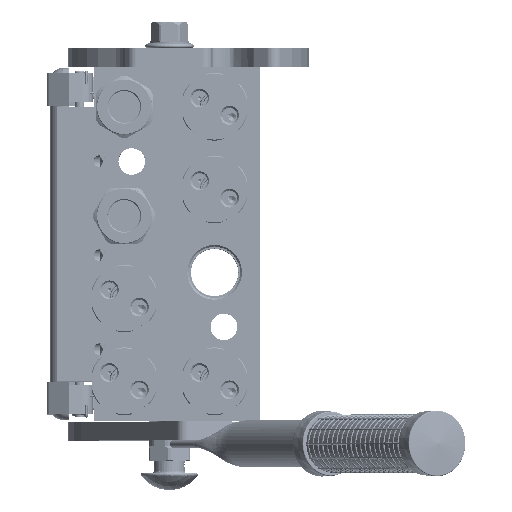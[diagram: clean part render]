
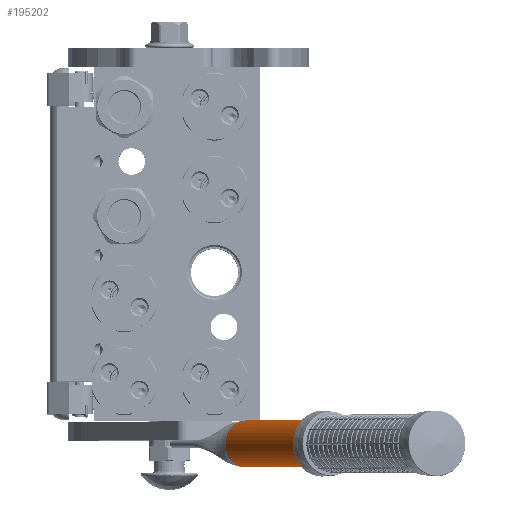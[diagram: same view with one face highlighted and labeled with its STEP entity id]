
A CAD part, top view. The second image highlights one B-rep face of the part: STEP entity #195202.
In plain terms, the highlighted cylindrical face has radius 12.5 mm (diameter 25 mm), a partial arc.
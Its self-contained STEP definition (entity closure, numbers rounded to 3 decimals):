
#408 = EDGE_CURVE ( 'NONE', #43787, #173357, #119918, .T. ) ;
#11080 = CARTESIAN_POINT ( 'NONE',  ( -12.441, 0.049, 1.219 ) ) ;
#13101 = CARTESIAN_POINT ( 'NONE',  ( 12.472, 0.146, 0.859 ) ) ;
#13916 = CARTESIAN_POINT ( 'NONE',  ( 12.488, 0.202, 0.541 ) ) ;
#17070 = AXIS2_PLACEMENT_3D ( 'NONE', #233663, #45254, #157747 ) ;
#17154 = DIRECTION ( 'NONE',  ( 0., 1., 0. ) ) ;
#19329 = DIRECTION ( 'NONE',  ( 0., 1., 0. ) ) ;
#22617 = EDGE_CURVE ( 'NONE', #43787, #229795, #185207, .T. ) ;
#29315 = EDGE_CURVE ( 'NONE', #108401, #55256, #178361, .T. ) ;
#30200 = CARTESIAN_POINT ( 'NONE',  ( -12.471, 0.146, 0.847 ) ) ;
#33463 = CARTESIAN_POINT ( 'NONE',  ( -12.5, 0.24, 0. ) ) ;
#34661 = CARTESIAN_POINT ( 'NONE',  ( 12.492, 0.214, 0.452 ) ) ;
#39356 = AXIS2_PLACEMENT_3D ( 'NONE', #195673, #81321, #119691 ) ;
#42616 = ORIENTED_EDGE ( 'NONE', *, *, #29315, .F. ) ;
#43787 = VERTEX_POINT ( 'NONE', #230616 ) ;
#45254 = DIRECTION ( 'NONE',  ( 0., -1., 0. ) ) ;
#49345 = CARTESIAN_POINT ( 'NONE',  ( -12.479, 0.172, 0.721 ) ) ;
#51343 = CARTESIAN_POINT ( 'NONE',  ( 12.481, 0.178, 0.688 ) ) ;
#51740 = CARTESIAN_POINT ( 'NONE',  ( -12.426, 0., 1.36 ) ) ;
#52022 = CARTESIAN_POINT ( 'NONE',  ( 12.426, 0., 1.36 ) ) ;
#52130 = CARTESIAN_POINT ( 'NONE',  ( 12.486, 0.195, 0.586 ) ) ;
#55256 = VERTEX_POINT ( 'NONE', #52022 ) ;
#55906 = CARTESIAN_POINT ( 'NONE',  ( 12.5, 0.24, 0. ) ) ;
#67614 = CARTESIAN_POINT ( 'NONE',  ( -12.464, 0.121, 0.953 ) ) ;
#70861 = ORIENTED_EDGE ( 'NONE', *, *, #196227, .T. ) ;
#77478 = CARTESIAN_POINT ( 'NONE',  ( -12.5, 0.24, 0. ) ) ;
#81321 = DIRECTION ( 'NONE',  ( 0., 1., 0. ) ) ;
#84526 = EDGE_CURVE ( 'NONE', #219168, #125753, #164462, .T. ) ;
#85752 = DIRECTION ( 'NONE',  ( 0., 1., 0. ) ) ;
#85893 = CARTESIAN_POINT ( 'NONE',  ( -12.5, 198., 0. ) ) ;
#88377 = CARTESIAN_POINT ( 'NONE',  ( -12.474, 0.155, 0.804 ) ) ;
#91207 = CARTESIAN_POINT ( 'NONE',  ( 12.5, 0.24, 0.108 ) ) ;
#93315 = EDGE_CURVE ( 'NONE', #173357, #219168, #171823, .T. ) ;
#95687 = CYLINDRICAL_SURFACE ( 'NONE', #17070, 12.5 ) ;
#103509 = ORIENTED_EDGE ( 'NONE', *, *, #93315, .F. ) ;
#105867 = CARTESIAN_POINT ( 'NONE',  ( -12.467, 0.131, 0.91 ) ) ;
#106187 = VECTOR ( 'NONE', #85752, 1000. ) ;
#106238 = CARTESIAN_POINT ( 'NONE',  ( 12.5, 0.24, 0. ) ) ;
#106469 = LINE ( 'NONE', #55906, #246797 ) ;
#106981 = DIRECTION ( 'NONE',  ( 0., 1., 0. ) ) ;
#107509 = CARTESIAN_POINT ( 'NONE',  ( -12.5, 0.24, 0.216 ) ) ;
#108401 = VERTEX_POINT ( 'NONE', #106238 ) ;
#109268 = EDGE_CURVE ( 'NONE', #108401, #125753, #106469, .T. ) ;
#110347 = CARTESIAN_POINT ( 'NONE',  ( 12.499, 0.235, 0.221 ) ) ;
#111150 = CARTESIAN_POINT ( 'NONE',  ( 12.484, 0.186, 0.638 ) ) ;
#119246 = ORIENTED_EDGE ( 'NONE', *, *, #109268, .T. ) ;
#119691 = DIRECTION ( 'NONE',  ( -0.994, 0., 0.109 ) ) ;
#119918 = B_SPLINE_CURVE_WITH_KNOTS ( 'NONE', 3,
 ( #51740, #11080, #185143, #220253, #67614, #144267, #201076, #105867, #183533, #30200, #88377, #165152, #49345, #221852, #107509, #33463 ),
 .UNSPECIFIED., .F., .F.,
 ( 4, 2, 1, 2, 2, 1, 2, 2, 4 ),
 ( 0., 0.25, 0.312, 0.328, 0.344, 0.375, 0.437, 0.5, 1. ),
 .UNSPECIFIED. ) ;
#125753 = VERTEX_POINT ( 'NONE', #212924 ) ;
#129499 = DIRECTION ( 'NONE',  ( -1., 0., 0. ) ) ;
#130312 = CARTESIAN_POINT ( 'NONE',  ( 12.426, 0., 1.36 ) ) ;
#144267 = CARTESIAN_POINT ( 'NONE',  ( -12.466, 0.127, 0.927 ) ) ;
#146310 = CARTESIAN_POINT ( 'NONE',  ( 12.456, 0.096, 1.087 ) ) ;
#148765 = EDGE_LOOP ( 'NONE', ( #119246, #215277, #103509, #226495, #221768, #70861, #42616 ) ) ;
#151187 = CARTESIAN_POINT ( 'NONE',  ( 0., 198., 0. ) ) ;
#157747 = DIRECTION ( 'NONE',  ( 1., 0., 0. ) ) ;
#163748 = CIRCLE ( 'NONE', #39356, 12.5 ) ;
#164462 = CIRCLE ( 'NONE', #240945, 12.5 ) ;
#164637 = CARTESIAN_POINT ( 'NONE',  ( 0., 0., 0. ) ) ;
#165152 = CARTESIAN_POINT ( 'NONE',  ( -12.478, 0.167, 0.748 ) ) ;
#165655 = CARTESIAN_POINT ( 'NONE',  ( 0., 0., 12.5 ) ) ;
#166258 = DIRECTION ( 'NONE',  ( -0.994, 0., 0.109 ) ) ;
#166359 = CARTESIAN_POINT ( 'NONE',  ( 12.5, 0.24, 0. ) ) ;
#171823 = LINE ( 'NONE', #197673, #106187 ) ;
#173357 = VERTEX_POINT ( 'NONE', #77478 ) ;
#178361 = B_SPLINE_CURVE_WITH_KNOTS ( 'NONE', 3,
 ( #166359, #91207, #110347, #222248, #34661, #13916, #52130, #111150, #244744, #185544, #241463, #51343, #13101, #146310, #130312 ),
 .UNSPECIFIED., .F., .F.,
 ( 4, 2, 2, 1, 1, 1, 2, 2, 4 ),
 ( 0., 0.25, 0.375, 0.437, 0.469, 0.484, 0.492, 0.5, 1. ),
 .UNSPECIFIED. ) ;
#180896 = AXIS2_PLACEMENT_3D ( 'NONE', #164637, #106981, #166258 ) ;
#183533 = CARTESIAN_POINT ( 'NONE',  ( -12.468, 0.136, 0.889 ) ) ;
#185143 = CARTESIAN_POINT ( 'NONE',  ( -12.452, 0.083, 1.1 ) ) ;
#185207 = CIRCLE ( 'NONE', #180896, 12.5 ) ;
#185544 = CARTESIAN_POINT ( 'NONE',  ( 12.482, 0.18, 0.676 ) ) ;
#191271 = FACE_OUTER_BOUND ( 'NONE', #148765, .T. ) ;
#195202 = ADVANCED_FACE ( 'NONE', ( #191271 ), #95687, .T. ) ;
#195673 = CARTESIAN_POINT ( 'NONE',  ( 0., 0., 0. ) ) ;
#196227 = EDGE_CURVE ( 'NONE', #229795, #55256, #163748, .T. ) ;
#197673 = CARTESIAN_POINT ( 'NONE',  ( -12.5, 0.24, 0. ) ) ;
#201076 = CARTESIAN_POINT ( 'NONE',  ( -12.466, 0.13, 0.917 ) ) ;
#212924 = CARTESIAN_POINT ( 'NONE',  ( 12.5, 198., 0. ) ) ;
#215277 = ORIENTED_EDGE ( 'NONE', *, *, #84526, .F. ) ;
#219168 = VERTEX_POINT ( 'NONE', #85893 ) ;
#220253 = CARTESIAN_POINT ( 'NONE',  ( -12.461, 0.114, 0.981 ) ) ;
#221768 = ORIENTED_EDGE ( 'NONE', *, *, #22617, .T. ) ;
#221852 = CARTESIAN_POINT ( 'NONE',  ( -12.494, 0.221, 0.449 ) ) ;
#222248 = CARTESIAN_POINT ( 'NONE',  ( 12.494, 0.22, 0.394 ) ) ;
#226495 = ORIENTED_EDGE ( 'NONE', *, *, #408, .F. ) ;
#229795 = VERTEX_POINT ( 'NONE', #165655 ) ;
#230616 = CARTESIAN_POINT ( 'NONE',  ( -12.426, 0., 1.36 ) ) ;
#233663 = CARTESIAN_POINT ( 'NONE',  ( 0., 0., 0. ) ) ;
#240945 = AXIS2_PLACEMENT_3D ( 'NONE', #151187, #17154, #129499 ) ;
#241463 = CARTESIAN_POINT ( 'NONE',  ( 12.481, 0.178, 0.683 ) ) ;
#244744 = CARTESIAN_POINT ( 'NONE',  ( 12.482, 0.182, 0.665 ) ) ;
#246797 = VECTOR ( 'NONE', #19329, 1000. ) ;
